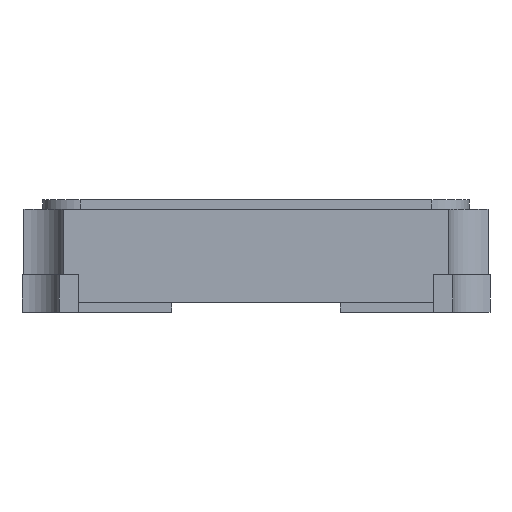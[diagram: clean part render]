
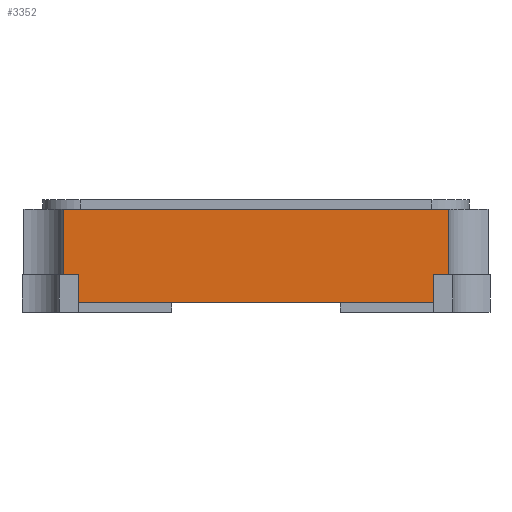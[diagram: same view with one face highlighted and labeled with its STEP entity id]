
A CAD part, front view. The second image highlights one B-rep face of the part: STEP entity #3352.
In plain terms, the highlighted planar face has unit normal (0, -1, 0).
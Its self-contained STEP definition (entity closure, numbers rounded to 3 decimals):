
#212=FACE_OUTER_BOUND('',#387,.T.);
#387=EDGE_LOOP('',(#2675,#2676,#2677,#2678,#2679,#2680,#2681,#2682));
#738=LINE('',#5111,#1152);
#753=LINE('',#5145,#1167);
#754=LINE('',#5147,#1168);
#755=LINE('',#5149,#1169);
#756=LINE('',#5151,#1170);
#757=LINE('',#5153,#1171);
#758=LINE('',#5155,#1172);
#759=LINE('',#5156,#1173);
#1152=VECTOR('',#4178,0.35);
#1167=VECTOR('',#4205,0.08);
#1168=VECTOR('',#4206,2.06);
#1169=VECTOR('',#4207,0.35);
#1170=VECTOR('',#4208,0.08);
#1171=VECTOR('',#4209,0.15);
#1172=VECTOR('',#4210,1.9);
#1173=VECTOR('',#4211,0.15);
#1476=VERTEX_POINT('',#5105);
#1478=VERTEX_POINT('',#5109);
#1491=VERTEX_POINT('',#5144);
#1492=VERTEX_POINT('',#5146);
#1493=VERTEX_POINT('',#5148);
#1494=VERTEX_POINT('',#5150);
#1495=VERTEX_POINT('',#5152);
#1496=VERTEX_POINT('',#5154);
#1890=EDGE_CURVE('',#1476,#1478,#738,.T.);
#1907=EDGE_CURVE('',#1476,#1491,#753,.T.);
#1908=EDGE_CURVE('',#1492,#1478,#754,.T.);
#1909=EDGE_CURVE('',#1493,#1492,#755,.T.);
#1910=EDGE_CURVE('',#1494,#1493,#756,.T.);
#1911=EDGE_CURVE('',#1495,#1494,#757,.T.);
#1912=EDGE_CURVE('',#1496,#1495,#758,.T.);
#1913=EDGE_CURVE('',#1491,#1496,#759,.T.);
#2675=ORIENTED_EDGE('',*,*,#1907,.F.);
#2676=ORIENTED_EDGE('',*,*,#1890,.T.);
#2677=ORIENTED_EDGE('',*,*,#1908,.F.);
#2678=ORIENTED_EDGE('',*,*,#1909,.F.);
#2679=ORIENTED_EDGE('',*,*,#1910,.F.);
#2680=ORIENTED_EDGE('',*,*,#1911,.F.);
#2681=ORIENTED_EDGE('',*,*,#1912,.F.);
#2682=ORIENTED_EDGE('',*,*,#1913,.F.);
#3076=PLANE('',#3536);
#3352=ADVANCED_FACE('',(#212),#3076,.T.);
#3536=AXIS2_PLACEMENT_3D('',#5143,#4203,#4204);
#4178=DIRECTION('',(0.,0.,1.));
#4203=DIRECTION('center_axis',(0.,-1.,0.));
#4204=DIRECTION('ref_axis',(1.,0.,0.));
#4205=DIRECTION('',(-1.,0.,0.));
#4206=DIRECTION('',(1.,0.,0.));
#4207=DIRECTION('',(0.,0.,1.));
#4208=DIRECTION('',(-1.,0.,0.));
#4209=DIRECTION('',(0.,0.,1.));
#4210=DIRECTION('',(-1.,0.,0.));
#4211=DIRECTION('',(0.,0.,-1.));
#5105=CARTESIAN_POINT('',(1.03,-1.59,0.2));
#5109=CARTESIAN_POINT('',(1.03,-1.59,0.55));
#5111=CARTESIAN_POINT('',(1.03,-1.59,0.05));
#5143=CARTESIAN_POINT('Origin',(-1.03,-1.59,0.05));
#5144=CARTESIAN_POINT('',(0.95,-1.59,0.2));
#5145=CARTESIAN_POINT('',(-0.104,-1.59,0.2));
#5146=CARTESIAN_POINT('',(-1.03,-1.59,0.55));
#5147=CARTESIAN_POINT('',(1.03,-1.59,0.55));
#5148=CARTESIAN_POINT('',(-1.03,-1.59,0.2));
#5149=CARTESIAN_POINT('',(-1.03,-1.59,0.05));
#5150=CARTESIAN_POINT('',(-0.95,-1.59,0.2));
#5151=CARTESIAN_POINT('',(-0.926,-1.59,0.2));
#5152=CARTESIAN_POINT('',(-0.95,-1.59,0.05));
#5153=CARTESIAN_POINT('',(-0.95,-1.59,0.));
#5154=CARTESIAN_POINT('',(0.95,-1.59,0.05));
#5155=CARTESIAN_POINT('',(1.03,-1.59,0.05));
#5156=CARTESIAN_POINT('',(0.95,-1.59,0.));
